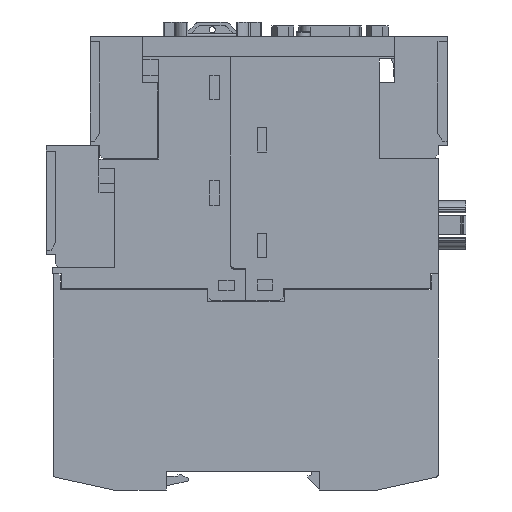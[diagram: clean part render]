
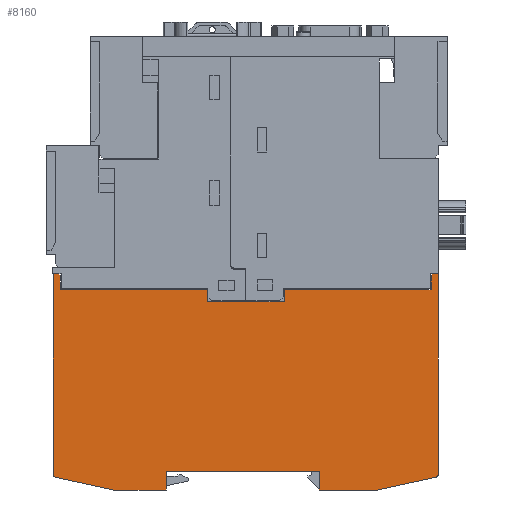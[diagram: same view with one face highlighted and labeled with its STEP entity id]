
A CAD part, left-side view. The second image highlights one B-rep face of the part: STEP entity #8160.
In plain terms, the highlighted planar face has unit normal (-1, 0, 0).
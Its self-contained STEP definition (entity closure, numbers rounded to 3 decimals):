
#8160=ADVANCED_FACE('',(#16567),#16568,.F.);
#16567=FACE_OUTER_BOUND('',#24985,.T.);
#16568=PLANE('',#24986);
#24985=EDGE_LOOP('',(#50686,#50687,#50688,#50689,#50690,#50691,#50692,#50693,#50694,#50695,#50696,#50697,#50698,#50699,#50700,#50701,#50702,#50703,#50704,#50705,#50706,#50707));
#24986=AXIS2_PLACEMENT_3D('',#50708,#50709,#50710);
#50686=ORIENTED_EDGE('',*,*,#61041,.F.);
#50687=ORIENTED_EDGE('',*,*,#60981,.F.);
#50688=ORIENTED_EDGE('',*,*,#60986,.F.);
#50689=ORIENTED_EDGE('',*,*,#60989,.F.);
#50690=ORIENTED_EDGE('',*,*,#60768,.F.);
#50691=ORIENTED_EDGE('',*,*,#60992,.F.);
#50692=ORIENTED_EDGE('',*,*,#60995,.F.);
#50693=ORIENTED_EDGE('',*,*,#60997,.F.);
#50694=ORIENTED_EDGE('',*,*,#60776,.F.);
#50695=ORIENTED_EDGE('',*,*,#61001,.F.);
#50696=ORIENTED_EDGE('',*,*,#61004,.F.);
#50697=ORIENTED_EDGE('',*,*,#58279,.F.);
#50698=ORIENTED_EDGE('',*,*,#61008,.F.);
#50699=ORIENTED_EDGE('',*,*,#61012,.F.);
#50700=ORIENTED_EDGE('',*,*,#61016,.F.);
#50701=ORIENTED_EDGE('',*,*,#61020,.F.);
#50702=ORIENTED_EDGE('',*,*,#61023,.F.);
#50703=ORIENTED_EDGE('',*,*,#60891,.F.);
#50704=ORIENTED_EDGE('',*,*,#60919,.F.);
#50705=ORIENTED_EDGE('',*,*,#61030,.F.);
#50706=ORIENTED_EDGE('',*,*,#61034,.F.);
#50707=ORIENTED_EDGE('',*,*,#61038,.F.);
#50708=CARTESIAN_POINT('',(0.1,58.352,28.798));
#50709=DIRECTION('',(1.0,0.0,0.0));
#50710=DIRECTION('',(0.0,0.0,-1.0));
#58279=EDGE_CURVE('',#72165,#72168,#72169,.T.);
#60768=EDGE_CURVE('',#75756,#75758,#75759,.T.);
#60776=EDGE_CURVE('',#75770,#75772,#75773,.T.);
#60891=EDGE_CURVE('',#75939,#75941,#75942,.T.);
#60919=EDGE_CURVE('',#75979,#75939,#75981,.T.);
#60981=EDGE_CURVE('',#76072,#76074,#76075,.T.);
#60986=EDGE_CURVE('',#76080,#76072,#76082,.T.);
#60989=EDGE_CURVE('',#75758,#76080,#76085,.T.);
#60992=EDGE_CURVE('',#76087,#75756,#76089,.T.);
#60995=EDGE_CURVE('',#76091,#76087,#76093,.T.);
#60997=EDGE_CURVE('',#75772,#76091,#76095,.T.);
#61001=EDGE_CURVE('',#76099,#75770,#76101,.T.);
#61004=EDGE_CURVE('',#72168,#76099,#76104,.T.);
#61008=EDGE_CURVE('',#76108,#72165,#76110,.T.);
#61012=EDGE_CURVE('',#76114,#76108,#76116,.T.);
#61016=EDGE_CURVE('',#76120,#76114,#76122,.T.);
#61020=EDGE_CURVE('',#76126,#76120,#76128,.T.);
#61023=EDGE_CURVE('',#75941,#76126,#76131,.T.);
#61030=EDGE_CURVE('',#76139,#75979,#76141,.T.);
#61034=EDGE_CURVE('',#76145,#76139,#76147,.T.);
#61038=EDGE_CURVE('',#76151,#76145,#76153,.T.);
#61041=EDGE_CURVE('',#76074,#76151,#76156,.T.);
#72165=VERTEX_POINT('',#92166);
#72168=VERTEX_POINT('',#92170);
#72169=LINE('',#92171,#92172);
#75756=VERTEX_POINT('',#97407);
#75758=VERTEX_POINT('',#97410);
#75759=LINE('',#97411,#97412);
#75770=VERTEX_POINT('',#97428);
#75772=VERTEX_POINT('',#97431);
#75773=LINE('',#97432,#97433);
#75939=VERTEX_POINT('',#97679);
#75941=VERTEX_POINT('',#97682);
#75942=LINE('',#97683,#97684);
#75979=VERTEX_POINT('',#97739);
#75981=LINE('',#97742,#97743);
#76072=VERTEX_POINT('',#97877);
#76074=VERTEX_POINT('',#97880);
#76075=LINE('',#97881,#97882);
#76080=VERTEX_POINT('',#97889);
#76082=LINE('',#97892,#97893);
#76085=LINE('',#97897,#97898);
#76087=VERTEX_POINT('',#97900);
#76089=LINE('',#97903,#97904);
#76091=VERTEX_POINT('',#97906);
#76093=LINE('',#97909,#97910);
#76095=LINE('',#97912,#97913);
#76099=VERTEX_POINT('',#97918);
#76101=LINE('',#97921,#97922);
#76104=LINE('',#97926,#97927);
#76108=VERTEX_POINT('',#97932);
#76110=LINE('',#97935,#97936);
#76114=VERTEX_POINT('',#97940);
#76116=CIRCLE('',#97943,0.8);
#76120=VERTEX_POINT('',#97948);
#76122=LINE('',#97951,#97952);
#76126=VERTEX_POINT('',#97957);
#76128=LINE('',#97960,#97961);
#76131=LINE('',#97965,#97966);
#76139=VERTEX_POINT('',#97977);
#76141=LINE('',#97980,#97981);
#76145=VERTEX_POINT('',#97986);
#76147=LINE('',#97989,#97990);
#76151=VERTEX_POINT('',#97994);
#76153=CIRCLE('',#97997,0.8);
#76156=LINE('',#98001,#98002);
#92166=CARTESIAN_POINT('',(0.1,109.33,57.3));
#92170=CARTESIAN_POINT('',(0.1,107.93,57.3));
#92171=CARTESIAN_POINT('',(0.1,109.33,57.3));
#92172=VECTOR('',#105506,1.0);
#97407=CARTESIAN_POINT('',(0.1,48.13,53.1));
#97410=CARTESIAN_POINT('',(0.1,9.23,53.1));
#97411=CARTESIAN_POINT('',(0.1,48.13,53.1));
#97412=VECTOR('',#107543,1.0);
#97428=CARTESIAN_POINT('',(0.1,107.43,53.1));
#97431=CARTESIAN_POINT('',(0.1,68.53,53.1));
#97432=CARTESIAN_POINT('',(0.1,107.43,53.1));
#97433=VECTOR('',#107550,1.0);
#97679=CARTESIAN_POINT('',(0.1,38.83,5.0));
#97682=CARTESIAN_POINT('',(0.1,79.33,5.0));
#97683=CARTESIAN_POINT('',(0.1,38.83,5.0));
#97684=VECTOR('',#107632,1.0);
#97739=CARTESIAN_POINT('',(0.1,38.83,0.));
#97742=CARTESIAN_POINT('',(0.1,38.83,0.));
#97743=VECTOR('',#107652,1.0);
#97877=CARTESIAN_POINT('',(0.1,8.73,57.3));
#97880=CARTESIAN_POINT('',(0.1,7.33,57.3));
#97881=CARTESIAN_POINT('',(0.1,8.73,57.3));
#97882=VECTOR('',#107697,1.0);
#97889=CARTESIAN_POINT('',(0.1,9.23,56.8));
#97892=CARTESIAN_POINT('',(0.1,9.23,56.8));
#97893=VECTOR('',#107701,1.0);
#97897=CARTESIAN_POINT('',(0.1,9.23,53.1));
#97898=VECTOR('',#107703,1.0);
#97900=CARTESIAN_POINT('',(0.1,48.13,49.9));
#97903=CARTESIAN_POINT('',(0.1,48.13,49.9));
#97904=VECTOR('',#107705,1.0);
#97906=CARTESIAN_POINT('',(0.1,68.53,49.9));
#97909=CARTESIAN_POINT('',(0.1,68.53,49.9));
#97910=VECTOR('',#107707,1.0);
#97912=CARTESIAN_POINT('',(0.1,68.53,53.1));
#97913=VECTOR('',#107708,1.0);
#97918=CARTESIAN_POINT('',(0.1,107.43,56.8));
#97921=CARTESIAN_POINT('',(0.1,107.43,56.8));
#97922=VECTOR('',#107711,1.0);
#97926=CARTESIAN_POINT('',(0.1,107.93,57.3));
#97927=VECTOR('',#107713,1.0);
#97932=CARTESIAN_POINT('',(0.1,109.33,4.144));
#97935=CARTESIAN_POINT('',(0.1,109.33,4.144));
#97936=VECTOR('',#107716,1.0);
#97940=CARTESIAN_POINT('',(0.1,108.701,3.362));
#97943=AXIS2_PLACEMENT_3D('',#107721,#107722,#107723);
#97948=CARTESIAN_POINT('',(0.1,93.33,0.));
#97951=CARTESIAN_POINT('',(0.1,93.33,0.));
#97952=VECTOR('',#107726,1.0);
#97957=CARTESIAN_POINT('',(0.1,79.33,0.));
#97960=CARTESIAN_POINT('',(0.1,79.33,0.));
#97961=VECTOR('',#107729,1.0);
#97965=CARTESIAN_POINT('',(0.1,79.33,5.0));
#97966=VECTOR('',#107731,1.0);
#97977=CARTESIAN_POINT('',(0.1,23.33,0.));
#97980=CARTESIAN_POINT('',(0.1,23.33,0.));
#97981=VECTOR('',#107736,1.0);
#97986=CARTESIAN_POINT('',(0.1,7.959,3.362));
#97989=CARTESIAN_POINT('',(0.1,7.959,3.362));
#97990=VECTOR('',#107739,1.0);
#97994=CARTESIAN_POINT('',(0.1,7.33,4.144));
#97997=AXIS2_PLACEMENT_3D('',#107744,#107745,#107746);
#98001=CARTESIAN_POINT('',(0.1,7.33,57.3));
#98002=VECTOR('',#107748,1.0);
#105506=DIRECTION('',(0.0,-1.0,0.0));
#107543=DIRECTION('',(0.0,-1.0,0.0));
#107550=DIRECTION('',(0.0,-1.0,0.0));
#107632=DIRECTION('',(0.0,1.0,0.0));
#107652=DIRECTION('',(0.0,0.0,1.0));
#107697=DIRECTION('',(0.0,-1.0,0.0));
#107701=DIRECTION('',(0.0,-0.707,0.707));
#107703=DIRECTION('',(0.0,0.0,1.0));
#107705=DIRECTION('',(0.0,0.0,1.0));
#107707=DIRECTION('',(0.0,-1.0,0.0));
#107708=DIRECTION('',(0.0,0.0,-1.0));
#107711=DIRECTION('',(0.0,0.0,-1.0));
#107713=DIRECTION('',(0.0,-0.707,-0.707));
#107716=DIRECTION('',(0.0,0.0,1.0));
#107721=CARTESIAN_POINT('',(0.1,108.53,4.144));
#107722=DIRECTION('',(1.0,0.0,0.0));
#107723=DIRECTION('',(0.0,0.214,-0.977));
#107726=DIRECTION('',(0.0,0.977,0.214));
#107729=DIRECTION('',(0.0,1.0,0.0));
#107731=DIRECTION('',(0.0,0.0,-1.0));
#107736=DIRECTION('',(0.0,1.0,0.0));
#107739=DIRECTION('',(0.0,0.977,-0.214));
#107744=CARTESIAN_POINT('',(0.1,8.13,4.144));
#107745=DIRECTION('',(1.0,0.0,0.0));
#107746=DIRECTION('',(0.0,-1.0,0.));
#107748=DIRECTION('',(0.0,0.0,-1.0));
